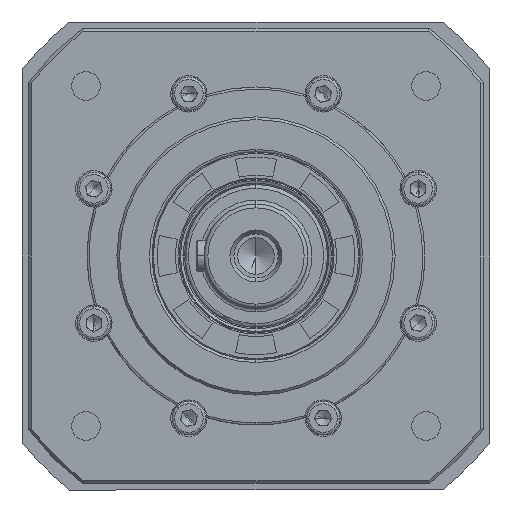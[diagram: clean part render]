
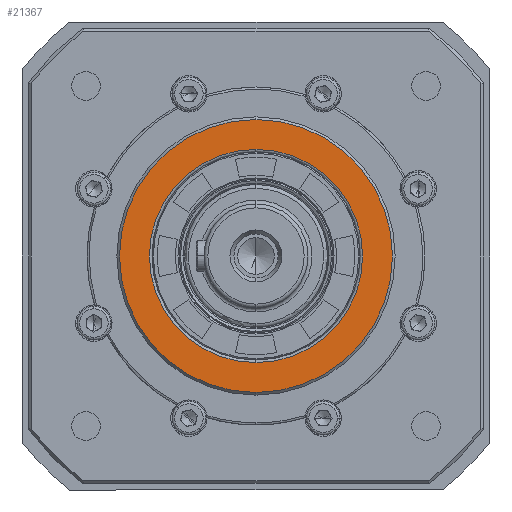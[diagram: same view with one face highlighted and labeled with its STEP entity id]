
A CAD part, left-side view. The second image highlights one B-rep face of the part: STEP entity #21367.
In plain terms, the highlighted planar face has unit normal (-1, 0, 0).
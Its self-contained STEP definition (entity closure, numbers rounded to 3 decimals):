
#74 = ORIENTED_EDGE ( 'NONE', *, *, #25166, .F. ) ;
#1543 = ORIENTED_EDGE ( 'NONE', *, *, #7995, .F. ) ;
#1915 = CARTESIAN_POINT ( 'NONE',  ( 0., 0., -52.5 ) ) ;
#2223 = VERTEX_POINT ( 'NONE', #22186 ) ;
#3454 = VERTEX_POINT ( 'NONE', #1915 ) ;
#3735 = DIRECTION ( 'NONE',  ( 1., 0., 0. ) ) ;
#4921 = AXIS2_PLACEMENT_3D ( 'NONE', #11518, #3735, #21207 ) ;
#6444 = CIRCLE ( 'NONE', #12137, 52.5 ) ;
#7542 = FACE_BOUND ( 'NONE', #8489, .T. ) ;
#7995 = EDGE_CURVE ( 'NONE', #3454, #19994, #6444, .T. ) ;
#8339 = ORIENTED_EDGE ( 'NONE', *, *, #21872, .F. ) ;
#8489 = EDGE_LOOP ( 'NONE', ( #12323, #8339 ) ) ;
#9171 = DIRECTION ( 'NONE',  ( 0., 0., -1. ) ) ;
#9362 = EDGE_CURVE ( 'NONE', #2223, #17130, #9705, .T. ) ;
#9705 = CIRCLE ( 'NONE', #10901, 41. ) ;
#10321 = DIRECTION ( 'NONE',  ( 0., 0., -1. ) ) ;
#10720 = CIRCLE ( 'NONE', #25004, 41. ) ;
#10901 = AXIS2_PLACEMENT_3D ( 'NONE', #11185, #11060, #9171 ) ;
#11060 = DIRECTION ( 'NONE',  ( -1., 0., 0. ) ) ;
#11185 = CARTESIAN_POINT ( 'NONE',  ( 0., 0., 0. ) ) ;
#11465 = DIRECTION ( 'NONE',  ( 0., 0., -1. ) ) ;
#11493 = PLANE ( 'NONE',  #18822 ) ;
#11518 = CARTESIAN_POINT ( 'NONE',  ( 0., 0., 0. ) ) ;
#11618 = DIRECTION ( 'NONE',  ( 1., 0., 0. ) ) ;
#11880 = CARTESIAN_POINT ( 'NONE',  ( 0., -36., 0. ) ) ;
#12137 = AXIS2_PLACEMENT_3D ( 'NONE', #20136, #16288, #10321 ) ;
#12323 = ORIENTED_EDGE ( 'NONE', *, *, #9362, .F. ) ;
#13414 = FACE_OUTER_BOUND ( 'NONE', #23281, .T. ) ;
#13627 = DIRECTION ( 'NONE',  ( -1., 0., 0. ) ) ;
#15907 = CIRCLE ( 'NONE', #4921, 52.5 ) ;
#16288 = DIRECTION ( 'NONE',  ( 1., 0., 0. ) ) ;
#17130 = VERTEX_POINT ( 'NONE', #24355 ) ;
#18822 = AXIS2_PLACEMENT_3D ( 'NONE', #11880, #11618, #21695 ) ;
#19229 = CARTESIAN_POINT ( 'NONE',  ( 0., 0., 0. ) ) ;
#19994 = VERTEX_POINT ( 'NONE', #20680 ) ;
#20136 = CARTESIAN_POINT ( 'NONE',  ( 0., 0., 0. ) ) ;
#20680 = CARTESIAN_POINT ( 'NONE',  ( 0., 0., 52.5 ) ) ;
#21207 = DIRECTION ( 'NONE',  ( 0., 0., -1. ) ) ;
#21367 = ADVANCED_FACE ( 'NONE', ( #7542, #13414 ), #11493, .F. ) ;
#21695 = DIRECTION ( 'NONE',  ( 0., 0., -1. ) ) ;
#21872 = EDGE_CURVE ( 'NONE', #17130, #2223, #10720, .T. ) ;
#22186 = CARTESIAN_POINT ( 'NONE',  ( 0., 0., -41. ) ) ;
#23281 = EDGE_LOOP ( 'NONE', ( #1543, #74 ) ) ;
#24355 = CARTESIAN_POINT ( 'NONE',  ( 0., 0., 41. ) ) ;
#25004 = AXIS2_PLACEMENT_3D ( 'NONE', #19229, #13627, #11465 ) ;
#25166 = EDGE_CURVE ( 'NONE', #19994, #3454, #15907, .T. ) ;
